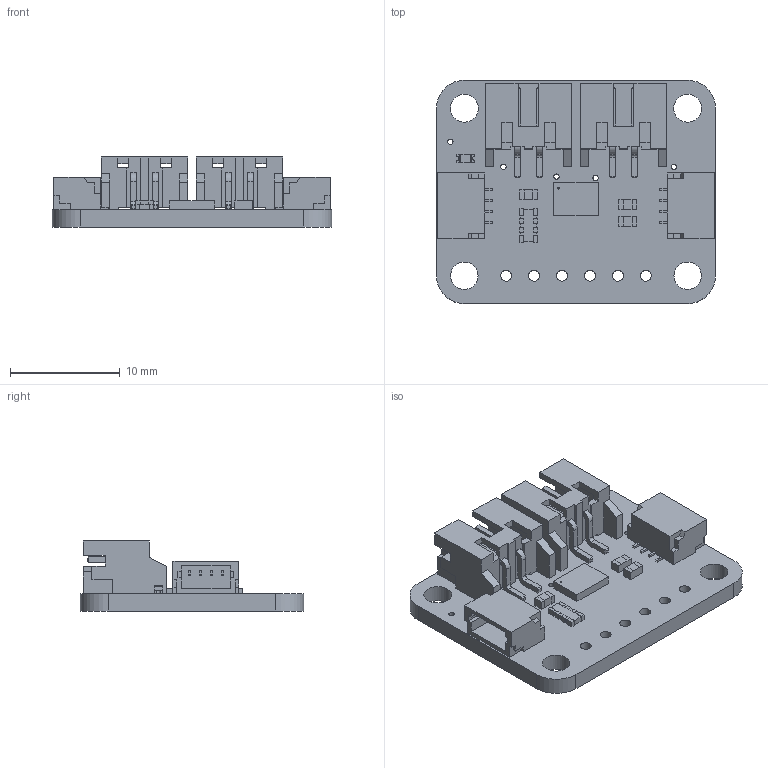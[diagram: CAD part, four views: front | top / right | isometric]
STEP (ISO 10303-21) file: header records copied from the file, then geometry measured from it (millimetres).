
FILE_DESCRIPTION(/* description */ (''),/* implementation_level */ '2;1');
FILE_NAME(/* name */ 'Adafruit LC709203F.step',/* time_stamp */ '2022-01-25T12:28:57-05:00',/* author */ (''),/* organization */ (''),/* preprocessor_version */ 'ST-DEVELOPER v18.1',/* originating_system */ 'Autodesk Translation Framework v10.13.0.1454',/* authorisation */ '');
FILE_SCHEMA (('AUTOMOTIVE_DESIGN { 1 0 10303 214 3 1 1 }'));
Length unit declared in the file: millimetre
Products named in the file (9): Adafruit LC709203F LiPoly LiIon Fuel Gauge and Battery Monitor; PCB Component; Board; 10K; 10K_1; STEMMA_I2C_QT; GREEN; LC709203F; JST 2 PH
Assembly tree (12 placements, depth 3):
  Adafruit LC709203F LiPoly LiIon Fuel Gauge and Battery Monitor
    PCB Component
      Board
      10K  x3
      10K_1
      STEMMA_I2C_QT  x2
      GREEN
      LC709203F
      JST 2 PH  x2
Bounding box: 25.4 x 20.32 x 6.37 mm (x, y, z)
Volume: 1066.7 mm3; surface area: 2494.4 mm2
Topology: 33 solids, 33 shells, 692 faces, 1836 edges, 1212 vertices
Faces by surface type: plane 641, cylinder 47, bspline 4
Full cylindrical faces by diameter (mm): 0.15 x1, 0.483 x12, 1 x6, 2.5 x2, 2.54 x2
Entity records: 14350 total; most frequent: CARTESIAN_POINT 2492, ORIENTED_EDGE 2352, DIRECTION 2194, EDGE_CURVE 1176, LINE 1090, VECTOR 1090, VERTEX_POINT 778, AXIS2_PLACEMENT_3D 552
